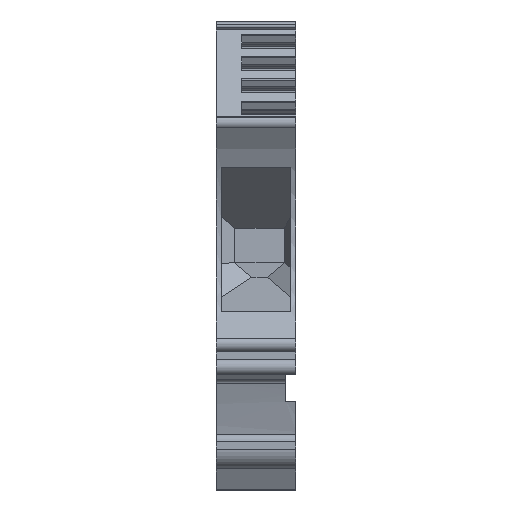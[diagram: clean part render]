
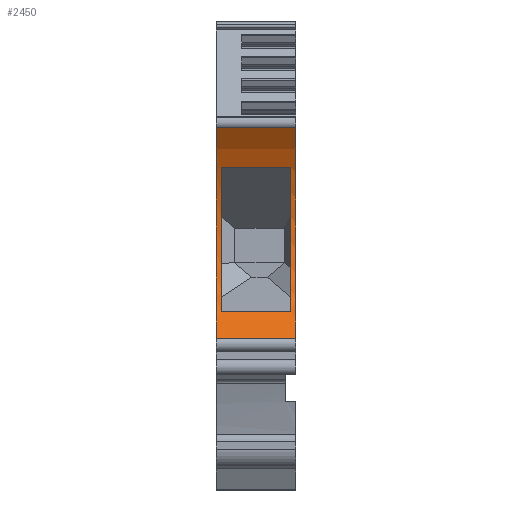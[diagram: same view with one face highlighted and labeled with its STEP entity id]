
A CAD part, front view. The second image highlights one B-rep face of the part: STEP entity #2450.
In plain terms, the highlighted cylindrical face has radius 15.05 mm (diameter 30.1 mm), a partial arc.
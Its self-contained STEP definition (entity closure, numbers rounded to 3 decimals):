
#593=AXIS2_PLACEMENT_3D('Circle Axis2P3D',#591,#592,$) ;
#2396=AXIS2_PLACEMENT_3D('Cylinder Axis2P3D',#2393,#2394,#2395) ;
#2407=AXIS2_PLACEMENT_3D('Circle Axis2P3D',#2405,#2406,$) ;
#2418=AXIS2_PLACEMENT_3D('Circle Axis2P3D',#2416,#2417,$) ;
#2434=AXIS2_PLACEMENT_3D('Circle Axis2P3D',#2432,#2433,$) ;
#588=CARTESIAN_POINT('Vertex',(0.,3.461,14.968)) ;
#591=CARTESIAN_POINT('Axis2P3D Location',(0.,-6.349,26.381)) ;
#595=CARTESIAN_POINT('Vertex',(0.,5.366,35.829)) ;
#2374=CARTESIAN_POINT('Line Origine',(9.45,5.366,35.829)) ;
#2378=CARTESIAN_POINT('Vertex',(7.9,5.366,35.829)) ;
#2393=CARTESIAN_POINT('Axis2P3D Location',(3.95,-6.349,26.381)) ;
#2398=CARTESIAN_POINT('Line Origine',(9.45,3.461,14.968)) ;
#2402=CARTESIAN_POINT('Vertex',(7.9,3.461,14.968)) ;
#2405=CARTESIAN_POINT('Axis2P3D Location',(7.9,-6.349,26.381)) ;
#2416=CARTESIAN_POINT('Axis2P3D Location',(7.4,-6.349,26.381)) ;
#2420=CARTESIAN_POINT('Vertex',(7.4,5.909,17.65)) ;
#2422=CARTESIAN_POINT('Vertex',(7.4,7.672,31.85)) ;
#2425=CARTESIAN_POINT('Line Origine',(9.45,5.909,17.65)) ;
#2429=CARTESIAN_POINT('Vertex',(0.5,5.909,17.65)) ;
#2432=CARTESIAN_POINT('Axis2P3D Location',(0.5,-6.349,26.381)) ;
#2436=CARTESIAN_POINT('Vertex',(0.5,7.672,31.85)) ;
#2439=CARTESIAN_POINT('Line Origine',(9.45,7.672,31.85)) ;
#592=DIRECTION('Axis2P3D Direction',(1.,0.,0.)) ;
#2375=DIRECTION('Vector Direction',(1.,0.,0.)) ;
#2394=DIRECTION('Axis2P3D Direction',(1.,0.,0.)) ;
#2395=DIRECTION('Axis2P3D XDirection',(0.,0.652,-0.758)) ;
#2399=DIRECTION('Vector Direction',(1.,0.,0.)) ;
#2406=DIRECTION('Axis2P3D Direction',(1.,0.,0.)) ;
#2417=DIRECTION('Axis2P3D Direction',(1.,0.,0.)) ;
#2426=DIRECTION('Vector Direction',(1.,0.,0.)) ;
#2433=DIRECTION('Axis2P3D Direction',(1.,0.,0.)) ;
#2440=DIRECTION('Vector Direction',(1.,0.,0.)) ;
#2376=VECTOR('Line Direction',#2375,1.) ;
#2400=VECTOR('Line Direction',#2399,1.) ;
#2427=VECTOR('Line Direction',#2426,1.) ;
#2441=VECTOR('Line Direction',#2440,1.) ;
#2411=ORIENTED_EDGE('',*,*,#2404,.T.) ;
#2412=ORIENTED_EDGE('',*,*,#2409,.F.) ;
#2413=ORIENTED_EDGE('',*,*,#2380,.F.) ;
#2414=ORIENTED_EDGE('',*,*,#597,.T.) ;
#2445=ORIENTED_EDGE('',*,*,#2424,.F.) ;
#2446=ORIENTED_EDGE('',*,*,#2431,.F.) ;
#2447=ORIENTED_EDGE('',*,*,#2438,.F.) ;
#2448=ORIENTED_EDGE('',*,*,#2443,.T.) ;
#2449=FACE_BOUND('',#2444,.T.) ;
#2450=ADVANCED_FACE('KLTR',(#2415,#2449),#2397,.F.) ;
#594=CIRCLE('generated circle',#593,15.05) ;
#2408=CIRCLE('generated circle',#2407,15.05) ;
#2419=CIRCLE('generated circle',#2418,15.05) ;
#2435=CIRCLE('generated circle',#2434,15.05) ;
#2397=CYLINDRICAL_SURFACE('generated cylinder',#2396,15.05) ;
#597=EDGE_CURVE('',#596,#589,#594,.F.) ;
#2380=EDGE_CURVE('',#596,#2379,#2377,.T.) ;
#2404=EDGE_CURVE('',#589,#2403,#2401,.T.) ;
#2409=EDGE_CURVE('',#2379,#2403,#2408,.F.) ;
#2424=EDGE_CURVE('',#2421,#2423,#2419,.T.) ;
#2431=EDGE_CURVE('',#2430,#2421,#2428,.T.) ;
#2438=EDGE_CURVE('',#2437,#2430,#2435,.F.) ;
#2443=EDGE_CURVE('',#2437,#2423,#2442,.T.) ;
#2410=EDGE_LOOP('',(#2411,#2412,#2413,#2414)) ;
#2444=EDGE_LOOP('',(#2445,#2446,#2447,#2448)) ;
#2415=FACE_OUTER_BOUND('',#2410,.T.) ;
#2377=LINE('Line',#2374,#2376) ;
#2401=LINE('Line',#2398,#2400) ;
#2428=LINE('Line',#2425,#2427) ;
#2442=LINE('Line',#2439,#2441) ;
#589=VERTEX_POINT('',#588) ;
#596=VERTEX_POINT('',#595) ;
#2379=VERTEX_POINT('',#2378) ;
#2403=VERTEX_POINT('',#2402) ;
#2421=VERTEX_POINT('',#2420) ;
#2423=VERTEX_POINT('',#2422) ;
#2430=VERTEX_POINT('',#2429) ;
#2437=VERTEX_POINT('',#2436) ;
